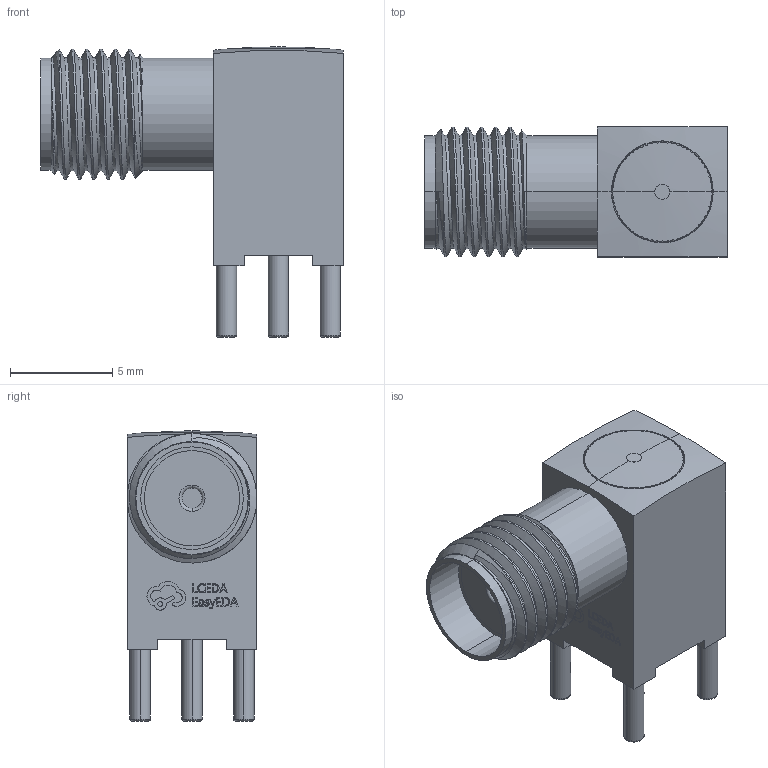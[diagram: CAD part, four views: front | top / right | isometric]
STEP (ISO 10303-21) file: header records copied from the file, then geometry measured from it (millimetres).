
FILE_DESCRIPTION (( 'STEP AP214' ), '1' );
FILE_NAME ('ANT-TH_L14.8-W6.4-H10.0.step', '2022-06-14T10:12:42', ( '' ), ( '' ), 'SwSTEP 2.0', 'SolidWorks 2020', '' );
FILE_SCHEMA (( 'AUTOMOTIVE_DESIGN' ));
Length unit declared in the file: millimetre
Products named in the file (1): ANT-TH_L14.8-W6.4-H10.0
Bounding box: 14.8 x 6.35 x 14.2 mm (x, y, z)
Volume: 597.8 mm3; surface area: 668.3 mm2
Topology: 1 solids, 2 shells, 448 faces, 1213 edges, 800 vertices
Faces by surface type: plane 278, bspline 101, cylinder 37, torus 14, cone 14, sphere 4
Entity records: 20652 total; most frequent: CARTESIAN_POINT 5217, ORIENTED_EDGE 2424, DIRECTION 1784, EDGE_CURVE 1212, VERTEX_POINT 798, VECTOR 628, LINE 628, AXIS2_PLACEMENT_3D 578
